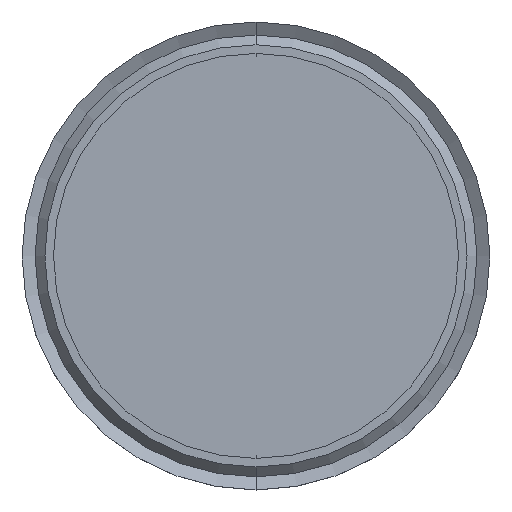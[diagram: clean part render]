
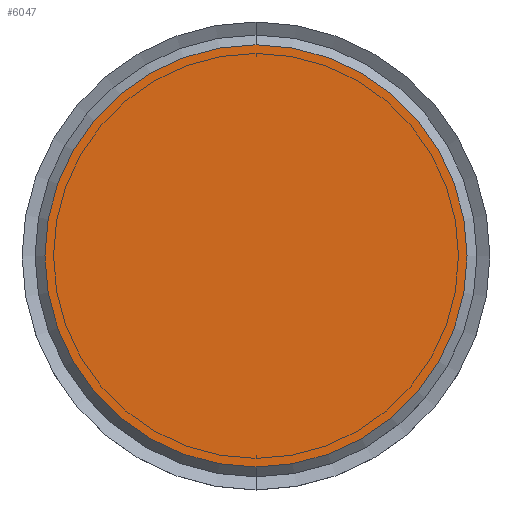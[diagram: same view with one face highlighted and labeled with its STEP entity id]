
A CAD part, top view. The second image highlights one B-rep face of the part: STEP entity #6047.
In plain terms, the highlighted face is planar.
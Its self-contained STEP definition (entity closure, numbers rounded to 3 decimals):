
#36=CARTESIAN_POINT('',(0.,32.5,0.));
#37=DIRECTION('',(0.,-1.,0.));
#38=DIRECTION('',(-1.,0.,0.));
#39=AXIS2_PLACEMENT_3D('',#36,#37,#38);
#41=CARTESIAN_POINT('',(0.,32.5,0.));
#42=DIRECTION('',(0.,-1.,0.));
#43=DIRECTION('',(0.,0.,-1.));
#44=AXIS2_PLACEMENT_3D('',#41,#42,#43);
#46=CARTESIAN_POINT('',(0.,32.5,0.));
#47=DIRECTION('',(0.,-1.,0.));
#48=DIRECTION('',(1.,0.,0.));
#49=AXIS2_PLACEMENT_3D('',#46,#47,#48);
#51=CARTESIAN_POINT('',(0.,32.5,0.));
#52=DIRECTION('',(0.,-1.,0.));
#53=DIRECTION('',(0.,0.,1.));
#54=AXIS2_PLACEMENT_3D('',#51,#52,#53);
#4824=CARTESIAN_POINT('',(0.,32.5,-6.463));
#4825=CARTESIAN_POINT('',(6.463,32.5,0.));
#4826=VERTEX_POINT('',#4824);
#4827=VERTEX_POINT('',#4825);
#4828=CARTESIAN_POINT('',(-6.463,32.5,0.));
#4829=VERTEX_POINT('',#4828);
#4830=CARTESIAN_POINT('',(0.,32.5,6.463));
#4831=VERTEX_POINT('',#4830);
#6032=CARTESIAN_POINT('',(0.,32.5,0.));
#6033=DIRECTION('',(0.,1.,0.));
#6034=DIRECTION('',(1.,0.,0.));
#6035=AXIS2_PLACEMENT_3D('',#6032,#6033,#6034);
#6036=PLANE('',#6035);
#6038=ORIENTED_EDGE('',*,*,#6037,.T.);
#6040=ORIENTED_EDGE('',*,*,#6039,.T.);
#6042=ORIENTED_EDGE('',*,*,#6041,.T.);
#6044=ORIENTED_EDGE('',*,*,#6043,.T.);
#6045=EDGE_LOOP('',(#6038,#6040,#6042,#6044));
#6046=FACE_OUTER_BOUND('',#6045,.F.);
#40=CIRCLE('',#39,6.463);
#45=CIRCLE('',#44,6.463);
#50=CIRCLE('',#49,6.463);
#55=CIRCLE('',#54,6.463);
#6037=EDGE_CURVE('',#4829,#4826,#40,.T.);
#6039=EDGE_CURVE('',#4826,#4827,#45,.T.);
#6041=EDGE_CURVE('',#4827,#4831,#50,.T.);
#6043=EDGE_CURVE('',#4831,#4829,#55,.T.);
#6047=ADVANCED_FACE('',(#6046),#6036,.T.);
